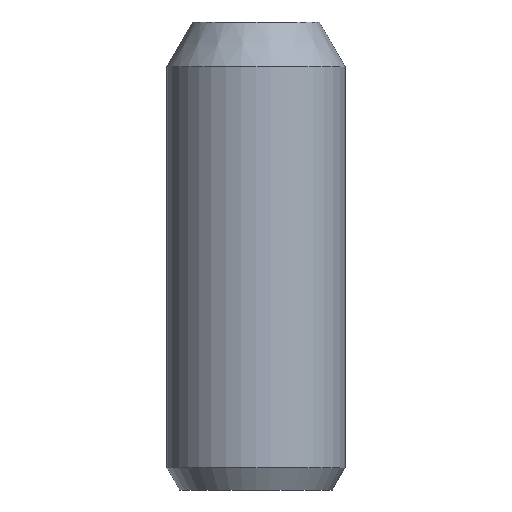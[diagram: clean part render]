
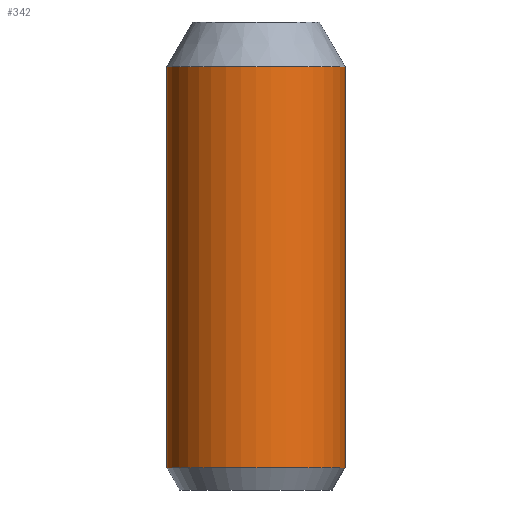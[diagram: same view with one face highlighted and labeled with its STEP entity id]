
A CAD part, front view. The second image highlights one B-rep face of the part: STEP entity #342.
In plain terms, the highlighted cylindrical face has radius 8 mm (diameter 16 mm), a partial arc.
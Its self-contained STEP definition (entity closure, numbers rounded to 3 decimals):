
#9 = ORIENTED_EDGE ( 'NONE', *, *, #281, .F. ) ;
#10 = EDGE_CURVE ( 'NONE', #209, #78, #117, .T. ) ;
#38 = CARTESIAN_POINT ( 'NONE',  ( 0., 0., 50. ) ) ;
#47 = DIRECTION ( 'NONE',  ( 0., 0., 1. ) ) ;
#69 = DIRECTION ( 'NONE',  ( 0., 0., 1. ) ) ;
#72 = CYLINDRICAL_SURFACE ( 'NONE', #224, 8. ) ;
#73 = LINE ( 'NONE', #191, #330 ) ;
#75 = CARTESIAN_POINT ( 'NONE',  ( 8., 0., 38. ) ) ;
#78 = VERTEX_POINT ( 'NONE', #75 ) ;
#79 = CARTESIAN_POINT ( 'NONE',  ( 8., 0., 2. ) ) ;
#104 = DIRECTION ( 'NONE',  ( 0., 0., 1. ) ) ;
#117 = CIRCLE ( 'NONE', #284, 8. ) ;
#122 = CARTESIAN_POINT ( 'NONE',  ( 0., 0., 2. ) ) ;
#123 = DIRECTION ( 'NONE',  ( 1., 0., 0. ) ) ;
#140 = CARTESIAN_POINT ( 'NONE',  ( -8., 0., 2. ) ) ;
#146 = DIRECTION ( 'NONE',  ( 1., 0., 0. ) ) ;
#160 = DIRECTION ( 'NONE',  ( 0., 0., 1. ) ) ;
#169 = EDGE_LOOP ( 'NONE', ( #9, #240, #238, #231 ) ) ;
#170 = CARTESIAN_POINT ( 'NONE',  ( -8., 0., 38. ) ) ;
#181 = EDGE_CURVE ( 'NONE', #247, #200, #337, .T. ) ;
#191 = CARTESIAN_POINT ( 'NONE',  ( 8., 0., 50. ) ) ;
#200 = VERTEX_POINT ( 'NONE', #79 ) ;
#209 = VERTEX_POINT ( 'NONE', #170 ) ;
#224 = AXIS2_PLACEMENT_3D ( 'NONE', #38, #235, #146 ) ;
#231 = ORIENTED_EDGE ( 'NONE', *, *, #10, .F. ) ;
#235 = DIRECTION ( 'NONE',  ( 0., 0., 1. ) ) ;
#238 = ORIENTED_EDGE ( 'NONE', *, *, #352, .T. ) ;
#240 = ORIENTED_EDGE ( 'NONE', *, *, #181, .T. ) ;
#247 = VERTEX_POINT ( 'NONE', #140 ) ;
#261 = VECTOR ( 'NONE', #104, 1000. ) ;
#262 = CARTESIAN_POINT ( 'NONE',  ( 0., 0., 38. ) ) ;
#281 = EDGE_CURVE ( 'NONE', #247, #209, #351, .T. ) ;
#284 = AXIS2_PLACEMENT_3D ( 'NONE', #262, #69, #123 ) ;
#285 = AXIS2_PLACEMENT_3D ( 'NONE', #122, #160, #347 ) ;
#289 = CARTESIAN_POINT ( 'NONE',  ( -8., 0., 50. ) ) ;
#320 = FACE_OUTER_BOUND ( 'NONE', #169, .T. ) ;
#330 = VECTOR ( 'NONE', #47, 1000. ) ;
#337 = CIRCLE ( 'NONE', #285, 8. ) ;
#342 = ADVANCED_FACE ( 'NONE', ( #320 ), #72, .T. ) ;
#347 = DIRECTION ( 'NONE',  ( 1., 0., 0. ) ) ;
#351 = LINE ( 'NONE', #289, #261 ) ;
#352 = EDGE_CURVE ( 'NONE', #200, #78, #73, .T. ) ;
